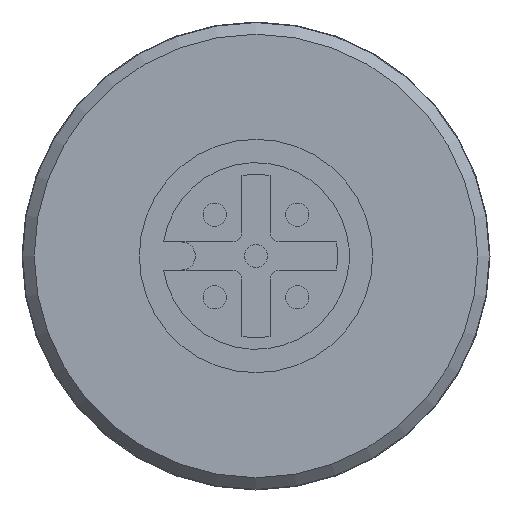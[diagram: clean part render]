
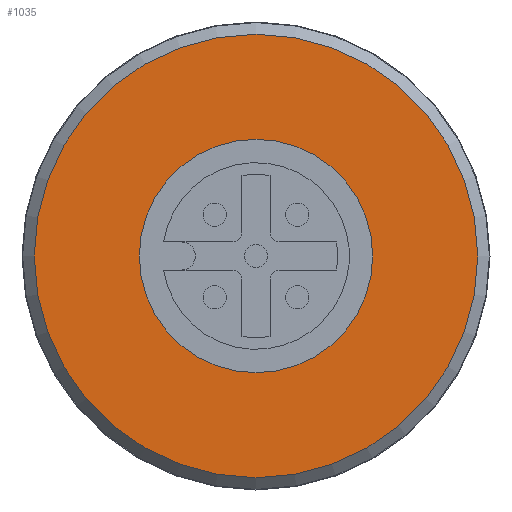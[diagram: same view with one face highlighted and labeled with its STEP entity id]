
A CAD part, front view. The second image highlights one B-rep face of the part: STEP entity #1035.
In plain terms, the highlighted planar face has unit normal (0, -1, 0).
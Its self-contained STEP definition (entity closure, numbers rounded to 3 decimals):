
#47=PLANE($,#1172);
#212=FACE_BOUND($,#381,.T.);
#281=FACE_OUTER_BOUND($,#380,.T.);
#380=EDGE_LOOP($,(#935));
#381=EDGE_LOOP($,(#936));
#393=CIRCLE($,#1052,9.5);
#395=CIRCLE($,#1055,5.);
#458=VERTEX_POINT($,#1526);
#460=VERTEX_POINT($,#1531);
#555=EDGE_CURVE($,#458,#458,#393,.T.);
#557=EDGE_CURVE($,#460,#460,#395,.T.);
#935=ORIENTED_EDGE($,*,*,#555,.F.);
#936=ORIENTED_EDGE($,*,*,#557,.T.);
#1035=ADVANCED_FACE($,(#281,#212),#47,.T.);
#1052=AXIS2_PLACEMENT_3D($,#1527,#1199,#1200);
#1055=AXIS2_PLACEMENT_3D($,#1532,#1205,#1206);
#1172=AXIS2_PLACEMENT_3D($,#1810,#1501,#1502);
#1199=DIRECTION('center_axis',(0.,1.,0.));
#1200=DIRECTION('ref_axis',(0.,0.,1.));
#1205=DIRECTION('center_axis',(0.,1.,0.));
#1206=DIRECTION('ref_axis',(0.,0.,1.));
#1501=DIRECTION('center_axis',(0.,-1.,0.));
#1502=DIRECTION('ref_axis',(0.,0.,-1.));
#1526=CARTESIAN_POINT('',(0.,-14.8,-9.5));
#1527=CARTESIAN_POINT('Origin',(0.,-14.8,0.));
#1531=CARTESIAN_POINT('',(0.,-14.8,-5.));
#1532=CARTESIAN_POINT('Origin',(0.,-14.8,0.));
#1810=CARTESIAN_POINT('Origin',(0.,-14.8,7.25));
